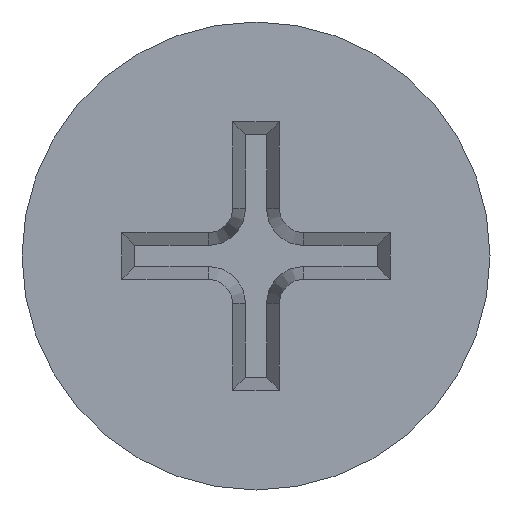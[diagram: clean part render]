
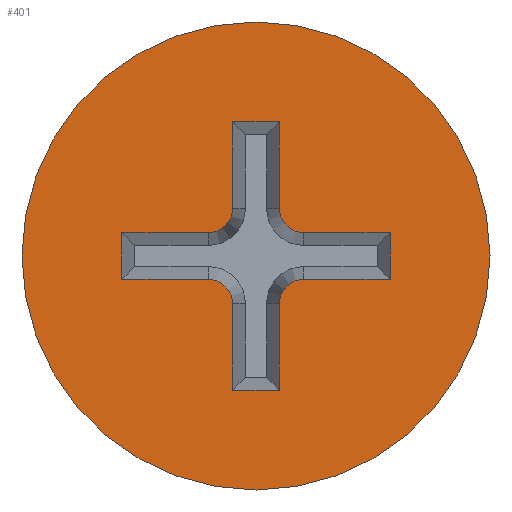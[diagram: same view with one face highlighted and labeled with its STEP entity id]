
A CAD part, left-side view. The second image highlights one B-rep face of the part: STEP entity #401.
In plain terms, the highlighted planar face has unit normal (-1, 0, 0).
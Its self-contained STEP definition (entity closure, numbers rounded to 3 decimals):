
#15=FACE_BOUND('',#59,.T.);
#16=PLANE('',#444);
#36=FACE_OUTER_BOUND('',#58,.T.);
#58=EDGE_LOOP('',(#294));
#59=EDGE_LOOP('',(#295,#296,#297,#298,#299,#300,#301,#302,#303,#304,#305,
#306,#307,#308,#309,#310));
#80=LINE('',#614,#123);
#81=LINE('',#616,#124);
#82=LINE('',#618,#125);
#83=LINE('',#622,#126);
#84=LINE('',#624,#127);
#85=LINE('',#626,#128);
#86=LINE('',#630,#129);
#87=LINE('',#632,#130);
#88=LINE('',#634,#131);
#89=LINE('',#638,#132);
#90=LINE('',#640,#133);
#91=LINE('',#642,#134);
#123=VECTOR('',#499,1000.);
#124=VECTOR('',#500,1000.);
#125=VECTOR('',#501,1000.);
#126=VECTOR('',#504,1000.);
#127=VECTOR('',#505,1000.);
#128=VECTOR('',#506,1000.);
#129=VECTOR('',#509,1000.);
#130=VECTOR('',#510,1000.);
#131=VECTOR('',#511,1000.);
#132=VECTOR('',#514,1000.);
#133=VECTOR('',#515,1000.);
#134=VECTOR('',#516,1000.);
#169=CIRCLE('',#443,3.4);
#170=CIRCLE('',#445,0.35);
#171=CIRCLE('',#446,0.35);
#172=CIRCLE('',#447,0.35);
#173=CIRCLE('',#448,0.35);
#184=VERTEX_POINT('',#608);
#185=VERTEX_POINT('',#612);
#186=VERTEX_POINT('',#613);
#187=VERTEX_POINT('',#615);
#188=VERTEX_POINT('',#617);
#189=VERTEX_POINT('',#619);
#190=VERTEX_POINT('',#621);
#191=VERTEX_POINT('',#623);
#192=VERTEX_POINT('',#625);
#193=VERTEX_POINT('',#627);
#194=VERTEX_POINT('',#629);
#195=VERTEX_POINT('',#631);
#196=VERTEX_POINT('',#633);
#197=VERTEX_POINT('',#635);
#198=VERTEX_POINT('',#637);
#199=VERTEX_POINT('',#639);
#200=VERTEX_POINT('',#641);
#225=EDGE_CURVE('',#184,#184,#169,.T.);
#227=EDGE_CURVE('',#185,#186,#80,.T.);
#228=EDGE_CURVE('',#187,#185,#81,.T.);
#229=EDGE_CURVE('',#188,#187,#82,.T.);
#230=EDGE_CURVE('',#189,#188,#170,.T.);
#231=EDGE_CURVE('',#190,#189,#83,.T.);
#232=EDGE_CURVE('',#191,#190,#84,.T.);
#233=EDGE_CURVE('',#192,#191,#85,.T.);
#234=EDGE_CURVE('',#193,#192,#171,.T.);
#235=EDGE_CURVE('',#194,#193,#86,.T.);
#236=EDGE_CURVE('',#195,#194,#87,.T.);
#237=EDGE_CURVE('',#196,#195,#88,.T.);
#238=EDGE_CURVE('',#197,#196,#172,.T.);
#239=EDGE_CURVE('',#198,#197,#89,.T.);
#240=EDGE_CURVE('',#199,#198,#90,.T.);
#241=EDGE_CURVE('',#200,#199,#91,.T.);
#242=EDGE_CURVE('',#186,#200,#173,.T.);
#294=ORIENTED_EDGE('',*,*,#225,.F.);
#295=ORIENTED_EDGE('',*,*,#227,.F.);
#296=ORIENTED_EDGE('',*,*,#228,.F.);
#297=ORIENTED_EDGE('',*,*,#229,.F.);
#298=ORIENTED_EDGE('',*,*,#230,.F.);
#299=ORIENTED_EDGE('',*,*,#231,.F.);
#300=ORIENTED_EDGE('',*,*,#232,.F.);
#301=ORIENTED_EDGE('',*,*,#233,.F.);
#302=ORIENTED_EDGE('',*,*,#234,.F.);
#303=ORIENTED_EDGE('',*,*,#235,.F.);
#304=ORIENTED_EDGE('',*,*,#236,.F.);
#305=ORIENTED_EDGE('',*,*,#237,.F.);
#306=ORIENTED_EDGE('',*,*,#238,.F.);
#307=ORIENTED_EDGE('',*,*,#239,.F.);
#308=ORIENTED_EDGE('',*,*,#240,.F.);
#309=ORIENTED_EDGE('',*,*,#241,.F.);
#310=ORIENTED_EDGE('',*,*,#242,.F.);
#401=ADVANCED_FACE('',(#36,#15),#16,.T.);
#443=AXIS2_PLACEMENT_3D('',#609,#494,#495);
#444=AXIS2_PLACEMENT_3D('',#611,#497,#498);
#445=AXIS2_PLACEMENT_3D('',#620,#502,#503);
#446=AXIS2_PLACEMENT_3D('',#628,#507,#508);
#447=AXIS2_PLACEMENT_3D('',#636,#512,#513);
#448=AXIS2_PLACEMENT_3D('',#643,#517,#518);
#494=DIRECTION('center_axis',(1.,0.,0.));
#495=DIRECTION('ref_axis',(0.,0.,-1.));
#497=DIRECTION('center_axis',(-1.,0.,0.));
#498=DIRECTION('ref_axis',(0.,0.,1.));
#499=DIRECTION('',(0.,-1.,0.));
#500=DIRECTION('',(0.,0.,-1.));
#501=DIRECTION('',(0.,1.,0.));
#502=DIRECTION('center_axis',(1.,0.,0.));
#503=DIRECTION('ref_axis',(0.,0.,-1.));
#504=DIRECTION('',(0.,0.,-1.));
#505=DIRECTION('',(0.,1.,0.));
#506=DIRECTION('',(0.,0.,1.));
#507=DIRECTION('center_axis',(1.,0.,0.));
#508=DIRECTION('ref_axis',(0.,0.,-1.));
#509=DIRECTION('',(0.,1.,0.));
#510=DIRECTION('',(0.,0.,1.));
#511=DIRECTION('',(0.,-1.,0.));
#512=DIRECTION('center_axis',(1.,0.,0.));
#513=DIRECTION('ref_axis',(0.,0.,1.));
#514=DIRECTION('',(0.,0.,1.));
#515=DIRECTION('',(0.,-1.,0.));
#516=DIRECTION('',(0.,0.,-1.));
#517=DIRECTION('center_axis',(1.,0.,0.));
#518=DIRECTION('ref_axis',(0.,0.,-1.));
#608=CARTESIAN_POINT('',(-10.,0.,-3.4));
#609=CARTESIAN_POINT('Origin',(-10.,0.,0.));
#611=CARTESIAN_POINT('Origin',(-10.,3.4,0.));
#612=CARTESIAN_POINT('',(-10.,1.95,-0.34));
#613=CARTESIAN_POINT('',(-10.,0.69,-0.34));
#614=CARTESIAN_POINT('',(-10.,1.95,-0.34));
#615=CARTESIAN_POINT('',(-10.,1.95,0.34));
#616=CARTESIAN_POINT('',(-10.,1.95,-0.34));
#617=CARTESIAN_POINT('',(-10.,0.69,0.34));
#618=CARTESIAN_POINT('',(-10.,1.95,0.34));
#619=CARTESIAN_POINT('',(-10.,0.34,0.69));
#620=CARTESIAN_POINT('Origin',(-10.,0.69,0.69));
#621=CARTESIAN_POINT('',(-10.,0.34,1.95));
#622=CARTESIAN_POINT('',(-10.,0.34,0.69));
#623=CARTESIAN_POINT('',(-10.,-0.34,1.95));
#624=CARTESIAN_POINT('',(-10.,0.34,1.95));
#625=CARTESIAN_POINT('',(-10.,-0.34,0.69));
#626=CARTESIAN_POINT('',(-10.,-0.34,0.69));
#627=CARTESIAN_POINT('',(-10.,-0.69,0.34));
#628=CARTESIAN_POINT('Origin',(-10.,-0.69,0.69));
#629=CARTESIAN_POINT('',(-10.,-1.95,0.34));
#630=CARTESIAN_POINT('',(-10.,-0.69,0.34));
#631=CARTESIAN_POINT('',(-10.,-1.95,-0.34));
#632=CARTESIAN_POINT('',(-10.,-1.95,-0.34));
#633=CARTESIAN_POINT('',(-10.,-0.69,-0.34));
#634=CARTESIAN_POINT('',(-10.,-0.69,-0.34));
#635=CARTESIAN_POINT('',(-10.,-0.34,-0.69));
#636=CARTESIAN_POINT('Origin',(-10.,-0.69,-0.69));
#637=CARTESIAN_POINT('',(-10.,-0.34,-1.95));
#638=CARTESIAN_POINT('',(-10.,-0.34,-1.95));
#639=CARTESIAN_POINT('',(-10.,0.34,-1.95));
#640=CARTESIAN_POINT('',(-10.,0.34,-1.95));
#641=CARTESIAN_POINT('',(-10.,0.34,-0.69));
#642=CARTESIAN_POINT('',(-10.,0.34,-1.95));
#643=CARTESIAN_POINT('Origin',(-10.,0.69,-0.69));
